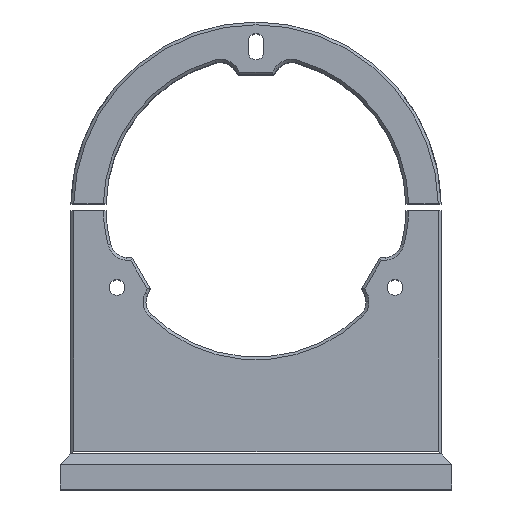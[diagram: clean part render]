
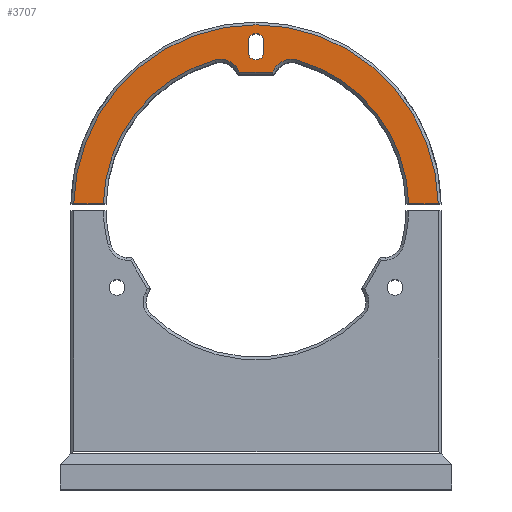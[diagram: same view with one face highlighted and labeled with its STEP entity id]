
A CAD part, top view. The second image highlights one B-rep face of the part: STEP entity #3707.
In plain terms, the highlighted planar face has unit normal (0, 0, 1).
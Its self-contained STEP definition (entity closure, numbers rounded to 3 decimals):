
#231 = LINE ( 'NONE', #2122, #4938 ) ;
#296 = DIRECTION ( 'NONE',  ( 1., 0., 0. ) ) ;
#589 = CARTESIAN_POINT ( 'NONE',  ( 5.377, 45.906, 115. ) ) ;
#678 = AXIS2_PLACEMENT_3D ( 'NONE', #10235, #10180, #2119 ) ;
#908 = CIRCLE ( 'NONE', #3922, 51.7 ) ;
#940 = VERTEX_POINT ( 'NONE', #6327 ) ;
#1234 = ORIENTED_EDGE ( 'NONE', *, *, #10116, .F. ) ;
#1268 = EDGE_CURVE ( 'NONE', #4293, #10243, #8967, .T. ) ;
#1332 = VERTEX_POINT ( 'NONE', #8026 ) ;
#1479 = CARTESIAN_POINT ( 'NONE',  ( 43.288, 7.473, 115. ) ) ;
#1492 = EDGE_CURVE ( 'NONE', #1826, #4507, #908, .T. ) ;
#1501 = FACE_BOUND ( 'NONE', #9406, .T. ) ;
#1514 = LINE ( 'NONE', #11420, #9925 ) ;
#1641 = ORIENTED_EDGE ( 'NONE', *, *, #6313, .F. ) ;
#1826 = VERTEX_POINT ( 'NONE', #8291 ) ;
#1855 = EDGE_CURVE ( 'NONE', #5700, #1826, #7455, .T. ) ;
#1910 = DIRECTION ( 'NONE',  ( 1., 0., 0. ) ) ;
#1969 = EDGE_CURVE ( 'NONE', #9339, #4293, #8567, .T. ) ;
#2119 = DIRECTION ( 'NONE',  ( -1., 0., 0. ) ) ;
#2122 = CARTESIAN_POINT ( 'NONE',  ( -2.25, 53.473, 115. ) ) ;
#2390 = FACE_OUTER_BOUND ( 'NONE', #5069, .T. ) ;
#2470 = VERTEX_POINT ( 'NONE', #9801 ) ;
#2509 = PLANE ( 'NONE',  #4165 ) ;
#2743 = CARTESIAN_POINT ( 'NONE',  ( 0., 6.473, 115. ) ) ;
#2827 = DIRECTION ( 'NONE',  ( 1., 0., 0. ) ) ;
#3047 = ORIENTED_EDGE ( 'NONE', *, *, #5969, .F. ) ;
#3094 = DIRECTION ( 'NONE',  ( -1., 0., 0. ) ) ;
#3106 = VERTEX_POINT ( 'NONE', #10078 ) ;
#3222 = DIRECTION ( 'NONE',  ( 0., 0., -1. ) ) ;
#3260 = AXIS2_PLACEMENT_3D ( 'NONE', #9935, #9812, #7140 ) ;
#3401 = CIRCLE ( 'NONE', #6439, 43.3 ) ;
#3419 = CARTESIAN_POINT ( 'NONE',  ( -10.128, 42.58, 115. ) ) ;
#3447 = EDGE_CURVE ( 'NONE', #8167, #2470, #4148, .T. ) ;
#3595 = DIRECTION ( 'NONE',  ( -1., 0., 0. ) ) ;
#3610 = VECTOR ( 'NONE', #1910, 1000. ) ;
#3707 = ADVANCED_FACE ( 'NONE', ( #1501, #2390 ), #2509, .F. ) ;
#3743 = VECTOR ( 'NONE', #5072, 1000. ) ;
#3780 = CARTESIAN_POINT ( 'NONE',  ( 66.927, 7.473, 115. ) ) ;
#3922 = AXIS2_PLACEMENT_3D ( 'NONE', #11279, #7045, #7756 ) ;
#3976 = DIRECTION ( 'NONE',  ( 0., 0., -1. ) ) ;
#4016 = EDGE_CURVE ( 'NONE', #11683, #8167, #3401, .T. ) ;
#4110 = CARTESIAN_POINT ( 'NONE',  ( -4.345, 44.432, 115. ) ) ;
#4148 = CIRCLE ( 'NONE', #9842, 5.8 ) ;
#4165 = AXIS2_PLACEMENT_3D ( 'NONE', #9553, #3222, #6777 ) ;
#4293 = VERTEX_POINT ( 'NONE', #7053 ) ;
#4414 = EDGE_CURVE ( 'NONE', #4507, #11683, #10082, .T. ) ;
#4507 = VERTEX_POINT ( 'NONE', #4904 ) ;
#4639 = ORIENTED_EDGE ( 'NONE', *, *, #1969, .T. ) ;
#4904 = CARTESIAN_POINT ( 'NONE',  ( -51.69, 7.473, 115. ) ) ;
#4938 = VECTOR ( 'NONE', #10296, 1000. ) ;
#5069 = EDGE_LOOP ( 'NONE', ( #7157, #8863, #6143, #5886, #7023, #8458, #4639, #7792, #5736, #7696 ) ) ;
#5072 = DIRECTION ( 'NONE',  ( 0.574, 0.819, 0. ) ) ;
#5264 = CARTESIAN_POINT ( 'NONE',  ( -11.695, 48.164, 115. ) ) ;
#5374 = AXIS2_PLACEMENT_3D ( 'NONE', #10758, #7413, #10981 ) ;
#5423 = EDGE_CURVE ( 'NONE', #2470, #940, #8604, .T. ) ;
#5527 = EDGE_CURVE ( 'NONE', #10243, #5700, #11007, .T. ) ;
#5658 = CARTESIAN_POINT ( 'NONE',  ( 5., 44.773, 115. ) ) ;
#5700 = VERTEX_POINT ( 'NONE', #1479 ) ;
#5736 = ORIENTED_EDGE ( 'NONE', *, *, #5527, .T. ) ;
#5775 = CIRCLE ( 'NONE', #678, 2.25 ) ;
#5886 = ORIENTED_EDGE ( 'NONE', *, *, #3447, .T. ) ;
#5969 = EDGE_CURVE ( 'NONE', #7393, #6269, #231, .T. ) ;
#6143 = ORIENTED_EDGE ( 'NONE', *, *, #4016, .T. ) ;
#6269 = VERTEX_POINT ( 'NONE', #11531 ) ;
#6313 = EDGE_CURVE ( 'NONE', #1332, #7393, #7027, .T. ) ;
#6318 = CARTESIAN_POINT ( 'NONE',  ( 11.695, 48.164, 115. ) ) ;
#6327 = CARTESIAN_POINT ( 'NONE',  ( -4.584, 44.773, 115. ) ) ;
#6439 = AXIS2_PLACEMENT_3D ( 'NONE', #7530, #3976, #3094 ) ;
#6777 = DIRECTION ( 'NONE',  ( -1., 0., 0. ) ) ;
#7023 = ORIENTED_EDGE ( 'NONE', *, *, #5423, .T. ) ;
#7027 = CIRCLE ( 'NONE', #3260, 2.25 ) ;
#7045 = DIRECTION ( 'NONE',  ( 0., 0., 1. ) ) ;
#7053 = CARTESIAN_POINT ( 'NONE',  ( 5.377, 45.906, 115. ) ) ;
#7072 = VECTOR ( 'NONE', #2827, 1000. ) ;
#7140 = DIRECTION ( 'NONE',  ( -1., 0., 0. ) ) ;
#7157 = ORIENTED_EDGE ( 'NONE', *, *, #1492, .T. ) ;
#7262 = ORIENTED_EDGE ( 'NONE', *, *, #9938, .F. ) ;
#7336 = VECTOR ( 'NONE', #296, 1000. ) ;
#7393 = VERTEX_POINT ( 'NONE', #10698 ) ;
#7413 = DIRECTION ( 'NONE',  ( 0., 0., -1. ) ) ;
#7455 = LINE ( 'NONE', #3780, #7336 ) ;
#7530 = CARTESIAN_POINT ( 'NONE',  ( 0., 6.473, 115. ) ) ;
#7615 = DIRECTION ( 'NONE',  ( 0., 1., 0. ) ) ;
#7696 = ORIENTED_EDGE ( 'NONE', *, *, #1855, .T. ) ;
#7756 = DIRECTION ( 'NONE',  ( -1., 0., 0. ) ) ;
#7792 = ORIENTED_EDGE ( 'NONE', *, *, #1268, .T. ) ;
#8026 = CARTESIAN_POINT ( 'NONE',  ( 2.25, 53.473, 115. ) ) ;
#8100 = DIRECTION ( 'NONE',  ( 0., 0., -1. ) ) ;
#8167 = VERTEX_POINT ( 'NONE', #5264 ) ;
#8291 = CARTESIAN_POINT ( 'NONE',  ( 51.69, 7.473, 115. ) ) ;
#8458 = ORIENTED_EDGE ( 'NONE', *, *, #8718, .T. ) ;
#8567 = LINE ( 'NONE', #589, #3743 ) ;
#8604 = LINE ( 'NONE', #4110, #11183 ) ;
#8718 = EDGE_CURVE ( 'NONE', #940, #9339, #10176, .T. ) ;
#8863 = ORIENTED_EDGE ( 'NONE', *, *, #4414, .T. ) ;
#8967 = CIRCLE ( 'NONE', #5374, 5.8 ) ;
#9339 = VERTEX_POINT ( 'NONE', #10377 ) ;
#9406 = EDGE_LOOP ( 'NONE', ( #3047, #1641, #1234, #7262 ) ) ;
#9553 = CARTESIAN_POINT ( 'NONE',  ( 0., 6.473, 115. ) ) ;
#9557 = DIRECTION ( 'NONE',  ( 0.574, -0.819, 0. ) ) ;
#9585 = CARTESIAN_POINT ( 'NONE',  ( -43.288, 7.473, 115. ) ) ;
#9801 = CARTESIAN_POINT ( 'NONE',  ( -5.377, 45.906, 115. ) ) ;
#9812 = DIRECTION ( 'NONE',  ( 0., 0., 1. ) ) ;
#9842 = AXIS2_PLACEMENT_3D ( 'NONE', #3419, #8100, #3595 ) ;
#9925 = VECTOR ( 'NONE', #7615, 1000. ) ;
#9935 = CARTESIAN_POINT ( 'NONE',  ( 0., 53.473, 115. ) ) ;
#9938 = EDGE_CURVE ( 'NONE', #6269, #3106, #5775, .T. ) ;
#9970 = DIRECTION ( 'NONE',  ( -1., 0., 0. ) ) ;
#10078 = CARTESIAN_POINT ( 'NONE',  ( 2.25, 50.473, 115. ) ) ;
#10082 = LINE ( 'NONE', #10257, #3610 ) ;
#10116 = EDGE_CURVE ( 'NONE', #3106, #1332, #1514, .T. ) ;
#10176 = LINE ( 'NONE', #5658, #7072 ) ;
#10180 = DIRECTION ( 'NONE',  ( 0., 0., 1. ) ) ;
#10235 = CARTESIAN_POINT ( 'NONE',  ( 0., 50.473, 115. ) ) ;
#10243 = VERTEX_POINT ( 'NONE', #6318 ) ;
#10257 = CARTESIAN_POINT ( 'NONE',  ( 66.927, 7.473, 115. ) ) ;
#10296 = DIRECTION ( 'NONE',  ( 0., -1., 0. ) ) ;
#10377 = CARTESIAN_POINT ( 'NONE',  ( 4.584, 44.773, 115. ) ) ;
#10698 = CARTESIAN_POINT ( 'NONE',  ( -2.25, 53.473, 115. ) ) ;
#10758 = CARTESIAN_POINT ( 'NONE',  ( 10.128, 42.58, 115. ) ) ;
#10981 = DIRECTION ( 'NONE',  ( -1., 0., 0. ) ) ;
#11007 = CIRCLE ( 'NONE', #11568, 43.3 ) ;
#11183 = VECTOR ( 'NONE', #9557, 1000. ) ;
#11279 = CARTESIAN_POINT ( 'NONE',  ( 0., 6.473, 115. ) ) ;
#11420 = CARTESIAN_POINT ( 'NONE',  ( 2.25, 53.473, 115. ) ) ;
#11531 = CARTESIAN_POINT ( 'NONE',  ( -2.25, 50.473, 115. ) ) ;
#11568 = AXIS2_PLACEMENT_3D ( 'NONE', #2743, #11688, #9970 ) ;
#11683 = VERTEX_POINT ( 'NONE', #9585 ) ;
#11688 = DIRECTION ( 'NONE',  ( 0., 0., -1. ) ) ;
